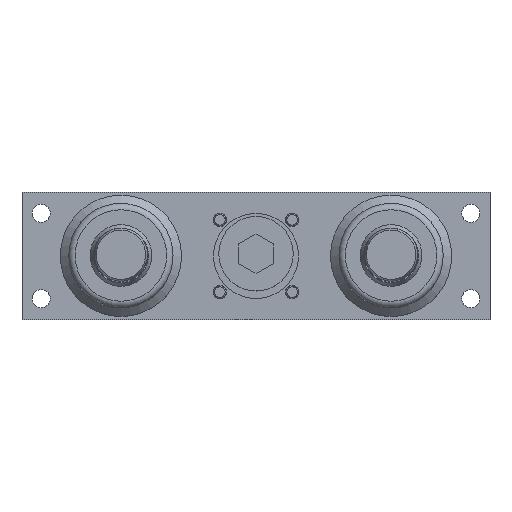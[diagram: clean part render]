
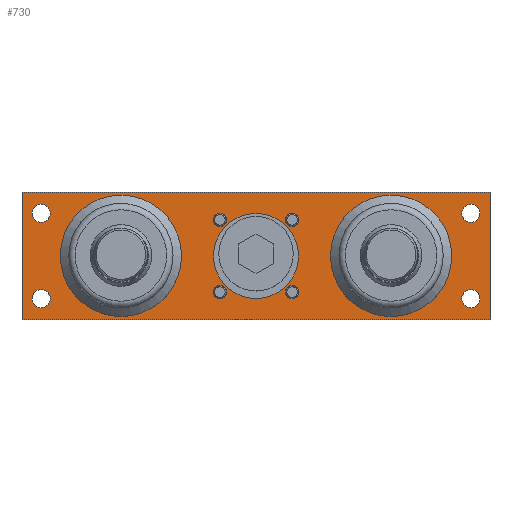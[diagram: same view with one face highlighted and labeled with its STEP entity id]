
A CAD part, top view. The second image highlights one B-rep face of the part: STEP entity #730.
In plain terms, the highlighted planar face has unit normal (0, 0, 1).
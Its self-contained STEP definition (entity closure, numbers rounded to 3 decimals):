
#730 = ADVANCED_FACE( '', ( #1610, #1611, #1612, #1613, #1614, #1615, #1616, #1617, #1618, #1619, #1620, #1621 ), #1622, .F. );
#1610 = FACE_BOUND( '', #2583, .T. );
#1611 = FACE_OUTER_BOUND( '', #2584, .T. );
#1612 = FACE_BOUND( '', #2585, .T. );
#1613 = FACE_BOUND( '', #2586, .T. );
#1614 = FACE_BOUND( '', #2587, .T. );
#1615 = FACE_BOUND( '', #2588, .T. );
#1616 = FACE_BOUND( '', #2589, .T. );
#1617 = FACE_BOUND( '', #2590, .T. );
#1618 = FACE_BOUND( '', #2591, .T. );
#1619 = FACE_BOUND( '', #2592, .T. );
#1620 = FACE_BOUND( '', #2593, .T. );
#1621 = FACE_BOUND( '', #2594, .T. );
#1622 = PLANE( '', #2595 );
#2583 = EDGE_LOOP( '', ( #4256 ) );
#2584 = EDGE_LOOP( '', ( #4257, #4258, #4259, #4260 ) );
#2585 = EDGE_LOOP( '', ( #4261 ) );
#2586 = EDGE_LOOP( '', ( #4262 ) );
#2587 = EDGE_LOOP( '', ( #4263 ) );
#2588 = EDGE_LOOP( '', ( #4264 ) );
#2589 = EDGE_LOOP( '', ( #4265 ) );
#2590 = EDGE_LOOP( '', ( #4266 ) );
#2591 = EDGE_LOOP( '', ( #4267 ) );
#2592 = EDGE_LOOP( '', ( #4268 ) );
#2593 = EDGE_LOOP( '', ( #4269 ) );
#2594 = EDGE_LOOP( '', ( #4270 ) );
#2595 = AXIS2_PLACEMENT_3D( '', #4271, #4272, #4273 );
#4256 = ORIENTED_EDGE( '', *, *, #5143, .T. );
#4257 = ORIENTED_EDGE( '', *, *, #5214, .F. );
#4258 = ORIENTED_EDGE( '', *, *, #4874, .F. );
#4259 = ORIENTED_EDGE( '', *, *, #4676, .F. );
#4260 = ORIENTED_EDGE( '', *, *, #5215, .F. );
#4261 = ORIENTED_EDGE( '', *, *, #5082, .T. );
#4262 = ORIENTED_EDGE( '', *, *, #4968, .F. );
#4263 = ORIENTED_EDGE( '', *, *, #4621, .F. );
#4264 = ORIENTED_EDGE( '', *, *, #4807, .T. );
#4265 = ORIENTED_EDGE( '', *, *, #5024, .T. );
#4266 = ORIENTED_EDGE( '', *, *, #4721, .T. );
#4267 = ORIENTED_EDGE( '', *, *, #4997, .T. );
#4268 = ORIENTED_EDGE( '', *, *, #4974, .T. );
#4269 = ORIENTED_EDGE( '', *, *, #4906, .T. );
#4270 = ORIENTED_EDGE( '', *, *, #4637, .F. );
#4271 = CARTESIAN_POINT( '', ( -110., 30., 13.8 ) );
#4272 = DIRECTION( '', ( 0., 0., -1. ) );
#4273 = DIRECTION( '', ( 0., 1., 0. ) );
#4621 = EDGE_CURVE( '', #5309, #5309, #5310, .T. );
#4637 = EDGE_CURVE( '', #5336, #5336, #5337, .T. );
#4676 = EDGE_CURVE( '', #5405, #5407, #5408, .T. );
#4721 = EDGE_CURVE( '', #5481, #5481, #5482, .T. );
#4807 = EDGE_CURVE( '', #5624, #5624, #5625, .T. );
#4874 = EDGE_CURVE( '', #5407, #5729, #5730, .T. );
#4906 = EDGE_CURVE( '', #5776, #5776, #5777, .T. );
#4968 = EDGE_CURVE( '', #5869, #5869, #5870, .T. );
#4974 = EDGE_CURVE( '', #5877, #5877, #5878, .T. );
#4997 = EDGE_CURVE( '', #5909, #5909, #5910, .T. );
#5024 = EDGE_CURVE( '', #5950, #5950, #5951, .T. );
#5082 = EDGE_CURVE( '', #6034, #6034, #6035, .T. );
#5143 = EDGE_CURVE( '', #6113, #6113, #6114, .T. );
#5214 = EDGE_CURVE( '', #5729, #6198, #6199, .T. );
#5215 = EDGE_CURVE( '', #6198, #5405, #6200, .T. );
#5309 = VERTEX_POINT( '', #6313 );
#5310 = CIRCLE( '', #6314, 4.25 );
#5336 = VERTEX_POINT( '', #6377 );
#5337 = CIRCLE( '', #6378, 28.5 );
#5405 = VERTEX_POINT( '', #6497 );
#5407 = VERTEX_POINT( '', #6500 );
#5408 = LINE( '', #6501, #6502 );
#5481 = VERTEX_POINT( '', #6629 );
#5482 = CIRCLE( '', #6630, 3.1 );
#5624 = VERTEX_POINT( '', #6816 );
#5625 = CIRCLE( '', #6817, 4.25 );
#5729 = VERTEX_POINT( '', #6980 );
#5730 = LINE( '', #6981, #6982 );
#5776 = VERTEX_POINT( '', #7042 );
#5777 = CIRCLE( '', #7043, 19.98 );
#5869 = VERTEX_POINT( '', #7288 );
#5870 = CIRCLE( '', #7289, 4.25 );
#5877 = VERTEX_POINT( '', #7296 );
#5878 = CIRCLE( '', #7297, 3.1 );
#5909 = VERTEX_POINT( '', #7364 );
#5910 = CIRCLE( '', #7365, 3.1 );
#5950 = VERTEX_POINT( '', #7444 );
#5951 = CIRCLE( '', #7445, 3.1 );
#6034 = VERTEX_POINT( '', #7615 );
#6035 = CIRCLE( '', #7616, 4.25 );
#6113 = VERTEX_POINT( '', #7747 );
#6114 = CIRCLE( '', #7748, 28.5 );
#6198 = VERTEX_POINT( '', #7855 );
#6199 = LINE( '', #7856, #7857 );
#6200 = LINE( '', #7858, #7859 );
#6313 = CARTESIAN_POINT( '', ( 105.25, -20., 13.8 ) );
#6314 = AXIS2_PLACEMENT_3D( '', #7959, #7960, #7961 );
#6377 = CARTESIAN_POINT( '', ( -35., 0., 13.8 ) );
#6378 = AXIS2_PLACEMENT_3D( '', #7981, #7982, #7983 );
#6497 = CARTESIAN_POINT( '', ( 110., 30., 13.8 ) );
#6500 = CARTESIAN_POINT( '', ( 110., -30., 13.8 ) );
#6501 = CARTESIAN_POINT( '', ( 110., 30., 13.8 ) );
#6502 = VECTOR( '', #8036, 1000. );
#6629 = CARTESIAN_POINT( '', ( -16.971, 20.071, 13.8 ) );
#6630 = AXIS2_PLACEMENT_3D( '', #8088, #8089, #8090 );
#6816 = CARTESIAN_POINT( '', ( -105.25, -20., 13.8 ) );
#6817 = AXIS2_PLACEMENT_3D( '', #8186, #8187, #8188 );
#6980 = CARTESIAN_POINT( '', ( -110., -30., 13.8 ) );
#6981 = CARTESIAN_POINT( '', ( 110., -30., 13.8 ) );
#6982 = VECTOR( '', #8269, 1000. );
#7042 = CARTESIAN_POINT( '', ( -19.98, 0., 13.8 ) );
#7043 = AXIS2_PLACEMENT_3D( '', #8305, #8306, #8307 );
#7288 = CARTESIAN_POINT( '', ( -105.25, 20., 13.8 ) );
#7289 = AXIS2_PLACEMENT_3D( '', #8368, #8369, #8370 );
#7296 = CARTESIAN_POINT( '', ( 16.971, -20.071, 13.8 ) );
#7297 = AXIS2_PLACEMENT_3D( '', #8377, #8378, #8379 );
#7364 = CARTESIAN_POINT( '', ( -20.071, -16.971, 13.8 ) );
#7365 = AXIS2_PLACEMENT_3D( '', #8401, #8402, #8403 );
#7444 = CARTESIAN_POINT( '', ( 20.071, 16.971, 13.8 ) );
#7445 = AXIS2_PLACEMENT_3D( '', #8431, #8432, #8433 );
#7615 = CARTESIAN_POINT( '', ( 105.25, 20., 13.8 ) );
#7616 = AXIS2_PLACEMENT_3D( '', #8488, #8489, #8490 );
#7747 = CARTESIAN_POINT( '', ( 35., 0., 13.8 ) );
#7748 = AXIS2_PLACEMENT_3D( '', #8538, #8539, #8540 );
#7855 = CARTESIAN_POINT( '', ( -110., 30., 13.8 ) );
#7856 = CARTESIAN_POINT( '', ( -110., -30., 13.8 ) );
#7857 = VECTOR( '', #8588, 1000. );
#7858 = CARTESIAN_POINT( '', ( -110., 30., 13.8 ) );
#7859 = VECTOR( '', #8589, 1000. );
#7959 = CARTESIAN_POINT( '', ( 101., -20., 13.8 ) );
#7960 = DIRECTION( '', ( 0., 0., 1. ) );
#7961 = DIRECTION( '', ( 1., 0., 0. ) );
#7981 = CARTESIAN_POINT( '', ( -63.5, 0., 13.8 ) );
#7982 = DIRECTION( '', ( 0., 0., 1. ) );
#7983 = DIRECTION( '', ( 1., 0., 0. ) );
#8036 = DIRECTION( '', ( 0., -1., 0. ) );
#8088 = CARTESIAN_POINT( '', ( -16.971, 16.971, 13.8 ) );
#8089 = DIRECTION( '', ( 0., 0., -1. ) );
#8090 = DIRECTION( '', ( 0., 1., 0. ) );
#8186 = CARTESIAN_POINT( '', ( -101., -20., 13.8 ) );
#8187 = DIRECTION( '', ( 0., 0., -1. ) );
#8188 = DIRECTION( '', ( -1., 0., 0. ) );
#8269 = DIRECTION( '', ( -1., 0., 0. ) );
#8305 = CARTESIAN_POINT( '', ( 0., 0., 13.8 ) );
#8306 = DIRECTION( '', ( 0., 0., -1. ) );
#8307 = DIRECTION( '', ( -1., 0., 0. ) );
#8368 = CARTESIAN_POINT( '', ( -101., 20., 13.8 ) );
#8369 = DIRECTION( '', ( 0., 0., 1. ) );
#8370 = DIRECTION( '', ( -1., 0., 0. ) );
#8377 = CARTESIAN_POINT( '', ( 16.971, -16.971, 13.8 ) );
#8378 = DIRECTION( '', ( 0., 0., -1. ) );
#8379 = DIRECTION( '', ( 0., -1., 0. ) );
#8401 = CARTESIAN_POINT( '', ( -16.971, -16.971, 13.8 ) );
#8402 = DIRECTION( '', ( 0., 0., -1. ) );
#8403 = DIRECTION( '', ( -1., 0., 0. ) );
#8431 = CARTESIAN_POINT( '', ( 16.971, 16.971, 13.8 ) );
#8432 = DIRECTION( '', ( 0., 0., -1. ) );
#8433 = DIRECTION( '', ( 1., 0., 0. ) );
#8488 = CARTESIAN_POINT( '', ( 101., 20., 13.8 ) );
#8489 = DIRECTION( '', ( 0., 0., -1. ) );
#8490 = DIRECTION( '', ( 1., 0., 0. ) );
#8538 = CARTESIAN_POINT( '', ( 63.5, 0., 13.8 ) );
#8539 = DIRECTION( '', ( 0., 0., -1. ) );
#8540 = DIRECTION( '', ( -1., 0., 0. ) );
#8588 = DIRECTION( '', ( 0., 1., 0. ) );
#8589 = DIRECTION( '', ( 1., 0., 0. ) );
